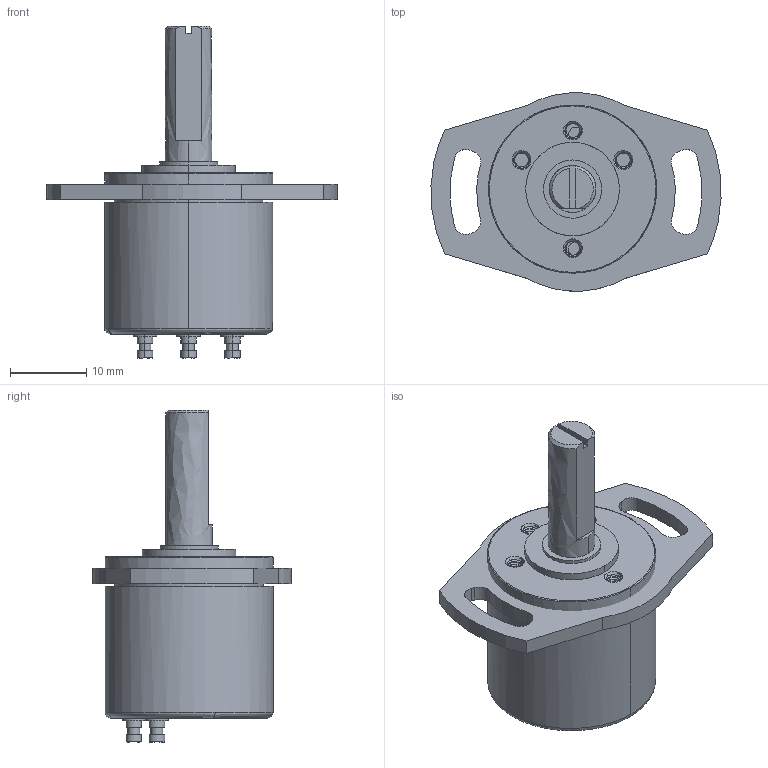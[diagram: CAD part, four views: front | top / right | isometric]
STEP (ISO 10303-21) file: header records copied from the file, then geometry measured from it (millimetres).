
FILE_DESCRIPTION (('STEP'), '1');
FILE_NAME ('Hall Effect Rotary Encoder UBITEM P3022-V1-CW360.stp', '2024-06-20T13:56:26', ('Unknown'), ('Unknown'), 'HarmonyWare STEP v2.1.9', 'HarmonyWare Translators', '');
FILE_SCHEMA (('CONFIG_CONTROL_DESIGN'));
Length unit declared in the file: millimetre
Products named in the file (3): Hall Potentiometer PANDAUTO P3022-V1-CW360
Assembly tree (2 placements, depth 2):
  (unnamed)
    (unnamed)
    Hall Potentiometer PANDAUTO P3022-V1-CW360
Bounding box: 37.96 x 25.94 x 43.45 mm (x, y, z)
Volume: 1147.1 mm3; surface area: 4595.3 mm2
Topology: 1 solids, 282 shells, 317 faces, 862 edges, 582 vertices
Faces by surface type: bspline 317
Entity records: 22899 total; most frequent: CARTESIAN_POINT 13486, ORIENTED_EDGE 1724, EDGE_CURVE 862, COLOUR_RGB 762, PRESENTATION_STYLE_ASSIGNMENT 762, STYLED_ITEM 762, DRAUGHTING_PRE_DEFINED_CURVE_FONT 760, CURVE_STYLE 760
